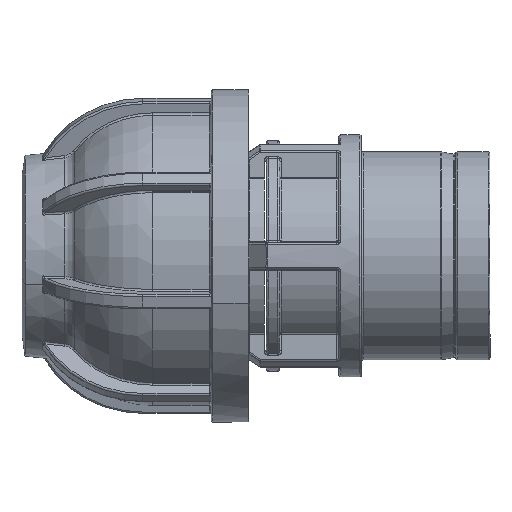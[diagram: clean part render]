
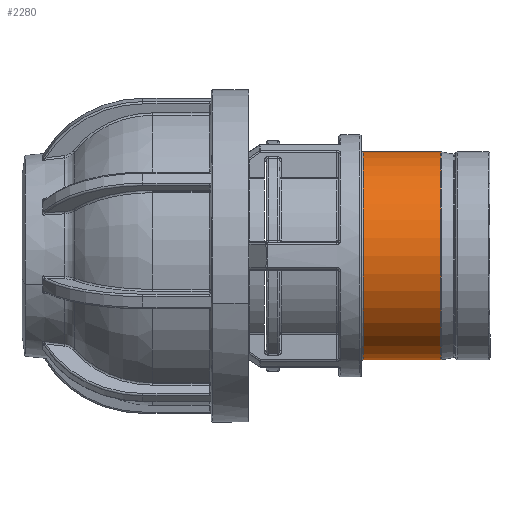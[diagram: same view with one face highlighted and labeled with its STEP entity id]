
A CAD part, front view. The second image highlights one B-rep face of the part: STEP entity #2280.
In plain terms, the highlighted cylindrical face has radius 13.75 mm (diameter 27.5 mm), a partial arc.
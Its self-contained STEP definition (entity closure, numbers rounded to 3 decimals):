
#1651 = VERTEX_POINT ( 'NONE', #13675 ) ;
#1652 = VERTEX_POINT ( 'NONE', #13676 ) ;
#1653 = VERTEX_POINT ( 'NONE', #13677 ) ;
#1654 = VERTEX_POINT ( 'NONE', #13678 ) ;
#2186 = EDGE_CURVE ( 'NONE', #1652, #1651, #17601, .T. ) ;
#2188 = EDGE_CURVE ( 'NONE', #1652, #1653, #11015, .T. ) ;
#2191 = EDGE_CURVE ( 'NONE', #1651, #1654, #11016, .T. ) ;
#2280 = ADVANCED_FACE ( 'NONE', ( #11085 ), #11086, .T. ) ;
#3039 = EDGE_LOOP ( 'NONE', ( #6350, #6351, #6352, #6349 ) ) ;
#5906 = EDGE_CURVE ( 'NONE', #1654, #1653, #23221, .T. ) ;
#6349 = ORIENTED_EDGE ( 'NONE', *, *, #5906, .T. ) ;
#6350 = ORIENTED_EDGE ( 'NONE', *, *, #2188, .F. ) ;
#6351 = ORIENTED_EDGE ( 'NONE', *, *, #2186, .T. ) ;
#6352 = ORIENTED_EDGE ( 'NONE', *, *, #2191, .T. ) ;
#11015 = LINE ( 'NONE', #18046, #17606 ) ;
#11016 = LINE ( 'NONE', #18054, #17610 ) ;
#11085 = FACE_OUTER_BOUND ( 'NONE', #3039, .T. ) ;
#11086 = CYLINDRICAL_SURFACE ( 'NONE', #17699, 13.75 ) ;
#13675 = CARTESIAN_POINT ( 'NONE',  ( -16.75, -27.726, -13.75 ) ) ;
#13676 = CARTESIAN_POINT ( 'NONE',  ( -16.75, -27.726, 13.75 ) ) ;
#13677 = CARTESIAN_POINT ( 'NONE',  ( -6.522, -27.726, 13.75 ) ) ;
#13678 = CARTESIAN_POINT ( 'NONE',  ( -6.522, -27.726, -13.75 ) ) ;
#17601 = CIRCLE ( 'NONE', #17602, 13.75 ) ;
#17602 = AXIS2_PLACEMENT_3D ( 'NONE', #18040, #18041, #18042 ) ;
#17606 = VECTOR ( 'NONE', #18047, 1000. ) ;
#17610 = VECTOR ( 'NONE', #18055, 1000. ) ;
#17699 = AXIS2_PLACEMENT_3D ( 'NONE', #22284, #22285, #22286 ) ;
#18040 = CARTESIAN_POINT ( 'NONE',  ( -16.75, -27.726, 0. ) ) ;
#18041 = DIRECTION ( 'NONE',  ( 1., 0., 0. ) ) ;
#18042 = DIRECTION ( 'NONE',  ( 0., 0., 1. ) ) ;
#18046 = CARTESIAN_POINT ( 'NONE',  ( -17., -27.726, 13.75 ) ) ;
#18047 = DIRECTION ( 'NONE',  ( 1., 0., 0. ) ) ;
#18054 = CARTESIAN_POINT ( 'NONE',  ( -17., -27.726, -13.75 ) ) ;
#18055 = DIRECTION ( 'NONE',  ( 1., 0., 0. ) ) ;
#22284 = CARTESIAN_POINT ( 'NONE',  ( -17., -27.726, 0. ) ) ;
#22285 = DIRECTION ( 'NONE',  ( 1., 0., 0. ) ) ;
#22286 = DIRECTION ( 'NONE',  ( 0., 0., -1. ) ) ;
#23221 = CIRCLE ( 'NONE', #23228, 13.75 ) ;
#23228 = AXIS2_PLACEMENT_3D ( 'NONE', #27791, #27793, #27794 ) ;
#27791 = CARTESIAN_POINT ( 'NONE',  ( -6.522, -27.726, 0. ) ) ;
#27793 = DIRECTION ( 'NONE',  ( -1., 0., 0. ) ) ;
#27794 = DIRECTION ( 'NONE',  ( 0., 0., 1. ) ) ;
